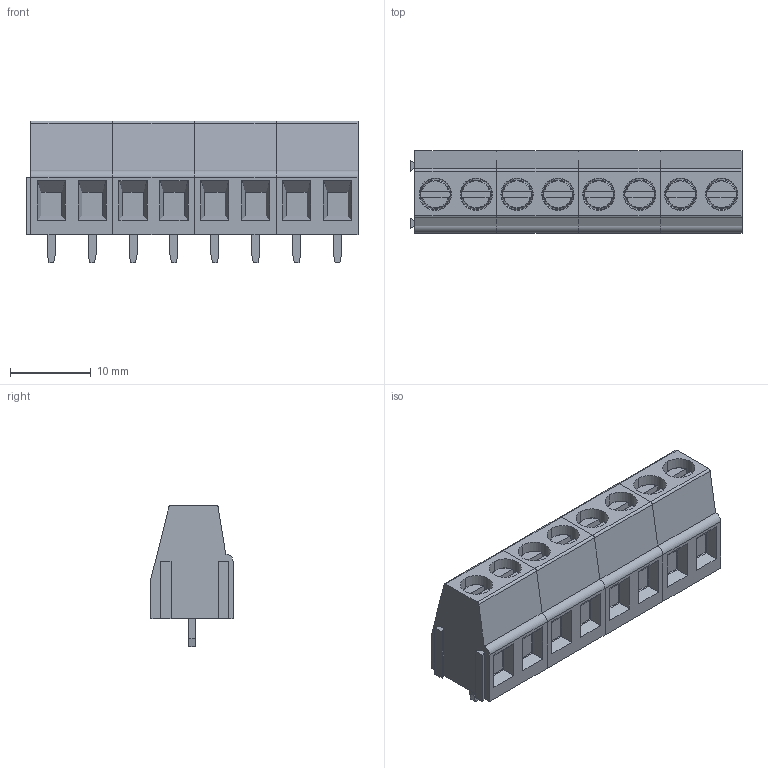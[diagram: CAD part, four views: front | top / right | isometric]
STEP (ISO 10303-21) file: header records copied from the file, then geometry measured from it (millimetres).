
FILE_DESCRIPTION(('FreeCAD Model'),'2;1');
FILE_NAME('Open CASCADE Shape Model','2024-11-06T20:28:22',(''),(''), 'Open CASCADE STEP processor 7.6','FreeCAD','Unknown');
FILE_SCHEMA(('AUTOMOTIVE_DESIGN { 1 0 10303 214 1 1 1 1 }'));
Length unit declared in the file: millimetre
Products named in the file (1): CUI_DEVICES_TB004-508-08BE
Bounding box: 41.24 x 10.2 x 17.6 mm (x, y, z)
Volume: 4787.6 mm3; surface area: 3000.3 mm2
Topology: 1 solids, 1 shells, 364 faces, 887 edges, 549 vertices
Faces by surface type: plane 264, torus 40, cone 32, cylinder 28
Entity records: 13491 total; most frequent: CARTESIAN_POINT 2409, ORIENTED_EDGE 1774, DIRECTION 1728, EDGE_CURVE 887, LINE 648, VECTOR 648, VERTEX_POINT 549, AXIS2_PLACEMENT_3D 540
